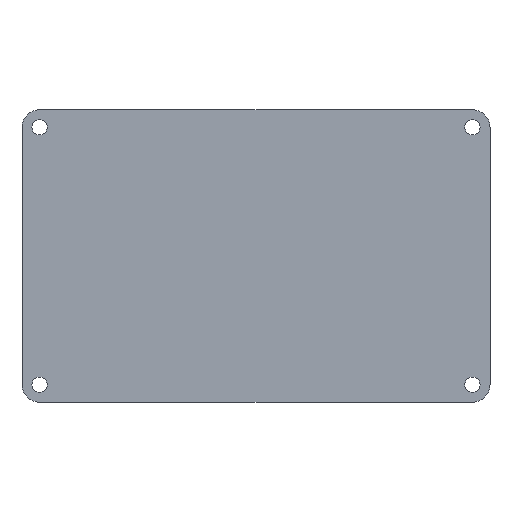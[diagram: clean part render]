
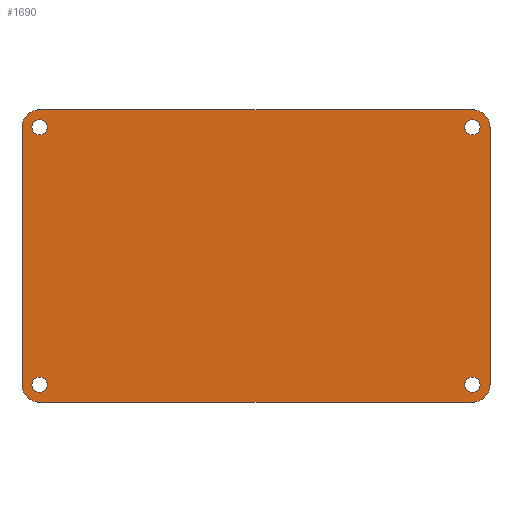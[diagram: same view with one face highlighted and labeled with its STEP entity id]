
A CAD part, front view. The second image highlights one B-rep face of the part: STEP entity #1690.
In plain terms, the highlighted planar face has unit normal (0, -1, 0).
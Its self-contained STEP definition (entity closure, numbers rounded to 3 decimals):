
#39=FACE_BOUND('',#255,.T.);
#40=FACE_BOUND('',#256,.T.);
#41=FACE_BOUND('',#257,.T.);
#42=FACE_BOUND('',#258,.T.);
#51=CIRCLE('',#1791,1.3);
#52=CIRCLE('',#1793,1.3);
#53=CIRCLE('',#1795,1.3);
#54=CIRCLE('',#1797,1.3);
#55=CIRCLE('',#1799,3.);
#56=CIRCLE('',#1802,3.);
#57=CIRCLE('',#1805,3.);
#58=CIRCLE('',#1807,3.);
#148=FACE_OUTER_BOUND('',#254,.T.);
#254=EDGE_LOOP('',(#1507,#1508,#1509,#1510,#1511,#1512,#1513,#1514));
#255=EDGE_LOOP('',(#1515));
#256=EDGE_LOOP('',(#1516));
#257=EDGE_LOOP('',(#1517));
#258=EDGE_LOOP('',(#1518));
#462=LINE('',#2684,#674);
#465=LINE('',#2693,#677);
#469=LINE('',#2704,#681);
#470=LINE('',#2706,#682);
#674=VECTOR('',#2208,10.);
#677=VECTOR('',#2217,10.);
#681=VECTOR('',#2231,10.);
#682=VECTOR('',#2234,10.);
#823=VERTEX_POINT('',#2660);
#824=VERTEX_POINT('',#2664);
#825=VERTEX_POINT('',#2668);
#826=VERTEX_POINT('',#2672);
#827=VERTEX_POINT('',#2676);
#828=VERTEX_POINT('',#2678);
#829=VERTEX_POINT('',#2682);
#830=VERTEX_POINT('',#2686);
#831=VERTEX_POINT('',#2688);
#832=VERTEX_POINT('',#2692);
#833=VERTEX_POINT('',#2696);
#834=VERTEX_POINT('',#2700);
#1040=EDGE_CURVE('',#823,#823,#51,.T.);
#1042=EDGE_CURVE('',#824,#824,#52,.T.);
#1044=EDGE_CURVE('',#825,#825,#53,.T.);
#1046=EDGE_CURVE('',#826,#826,#54,.T.);
#1048=EDGE_CURVE('',#827,#828,#55,.T.);
#1051=EDGE_CURVE('',#827,#829,#462,.T.);
#1053=EDGE_CURVE('',#830,#831,#56,.T.);
#1055=EDGE_CURVE('',#832,#831,#465,.T.);
#1057=EDGE_CURVE('',#832,#833,#57,.T.);
#1060=EDGE_CURVE('',#834,#829,#58,.T.);
#1061=EDGE_CURVE('',#834,#833,#469,.T.);
#1062=EDGE_CURVE('',#830,#828,#470,.T.);
#1507=ORIENTED_EDGE('',*,*,#1048,.F.);
#1508=ORIENTED_EDGE('',*,*,#1051,.T.);
#1509=ORIENTED_EDGE('',*,*,#1060,.F.);
#1510=ORIENTED_EDGE('',*,*,#1061,.T.);
#1511=ORIENTED_EDGE('',*,*,#1057,.F.);
#1512=ORIENTED_EDGE('',*,*,#1055,.T.);
#1513=ORIENTED_EDGE('',*,*,#1053,.F.);
#1514=ORIENTED_EDGE('',*,*,#1062,.T.);
#1515=ORIENTED_EDGE('',*,*,#1040,.T.);
#1516=ORIENTED_EDGE('',*,*,#1042,.T.);
#1517=ORIENTED_EDGE('',*,*,#1044,.T.);
#1518=ORIENTED_EDGE('',*,*,#1046,.T.);
#1600=PLANE('',#1810);
#1690=ADVANCED_FACE('',(#148,#39,#40,#41,#42),#1600,.F.);
#1791=AXIS2_PLACEMENT_3D('',#2662,#2182,#2183);
#1793=AXIS2_PLACEMENT_3D('',#2666,#2187,#2188);
#1795=AXIS2_PLACEMENT_3D('',#2670,#2192,#2193);
#1797=AXIS2_PLACEMENT_3D('',#2674,#2197,#2198);
#1799=AXIS2_PLACEMENT_3D('',#2679,#2202,#2203);
#1802=AXIS2_PLACEMENT_3D('',#2689,#2212,#2213);
#1805=AXIS2_PLACEMENT_3D('',#2697,#2221,#2222);
#1807=AXIS2_PLACEMENT_3D('',#2702,#2227,#2228);
#1810=AXIS2_PLACEMENT_3D('',#2707,#2235,#2236);
#2182=DIRECTION('center_axis',(0.,1.,0.));
#2183=DIRECTION('ref_axis',(-1.,0.,0.));
#2187=DIRECTION('center_axis',(0.,1.,0.));
#2188=DIRECTION('ref_axis',(-1.,0.,0.));
#2192=DIRECTION('center_axis',(0.,1.,0.));
#2193=DIRECTION('ref_axis',(-1.,0.,0.));
#2197=DIRECTION('center_axis',(0.,1.,0.));
#2198=DIRECTION('ref_axis',(-1.,0.,0.));
#2202=DIRECTION('center_axis',(0.,1.,0.));
#2203=DIRECTION('ref_axis',(0.707,0.,0.707));
#2208=DIRECTION('',(-1.,0.,0.));
#2212=DIRECTION('center_axis',(0.,1.,0.));
#2213=DIRECTION('ref_axis',(0.707,0.,-0.707));
#2217=DIRECTION('',(1.,0.,0.));
#2221=DIRECTION('center_axis',(0.,1.,0.));
#2222=DIRECTION('ref_axis',(-0.707,0.,-0.707));
#2227=DIRECTION('center_axis',(0.,1.,0.));
#2228=DIRECTION('ref_axis',(-0.707,0.,0.707));
#2231=DIRECTION('',(0.,0.,-1.));
#2234=DIRECTION('',(0.,0.,1.));
#2235=DIRECTION('center_axis',(0.,1.,0.));
#2236=DIRECTION('ref_axis',(1.,0.,0.));
#2660=CARTESIAN_POINT('',(38.3,0.,-22.));
#2662=CARTESIAN_POINT('Origin',(37.,0.,-22.));
#2664=CARTESIAN_POINT('',(38.3,0.,22.));
#2666=CARTESIAN_POINT('Origin',(37.,0.,22.));
#2668=CARTESIAN_POINT('',(-35.7,0.,-22.));
#2670=CARTESIAN_POINT('Origin',(-37.,0.,-22.));
#2672=CARTESIAN_POINT('',(-35.7,0.,22.));
#2674=CARTESIAN_POINT('Origin',(-37.,0.,22.));
#2676=CARTESIAN_POINT('',(37.,0.,25.));
#2678=CARTESIAN_POINT('',(40.,0.,22.));
#2679=CARTESIAN_POINT('Origin',(37.,0.,22.));
#2682=CARTESIAN_POINT('',(-37.,0.,25.));
#2684=CARTESIAN_POINT('',(40.,0.,25.));
#2686=CARTESIAN_POINT('',(40.,0.,-22.));
#2688=CARTESIAN_POINT('',(37.,0.,-25.));
#2689=CARTESIAN_POINT('Origin',(37.,0.,-22.));
#2692=CARTESIAN_POINT('',(-37.,0.,-25.));
#2693=CARTESIAN_POINT('',(-40.,0.,-25.));
#2696=CARTESIAN_POINT('',(-40.,0.,-22.));
#2697=CARTESIAN_POINT('Origin',(-37.,0.,-22.));
#2700=CARTESIAN_POINT('',(-40.,0.,22.));
#2702=CARTESIAN_POINT('Origin',(-37.,0.,22.));
#2704=CARTESIAN_POINT('',(-40.,0.,25.));
#2706=CARTESIAN_POINT('',(40.,0.,-25.));
#2707=CARTESIAN_POINT('Origin',(0.,0.,0.));
